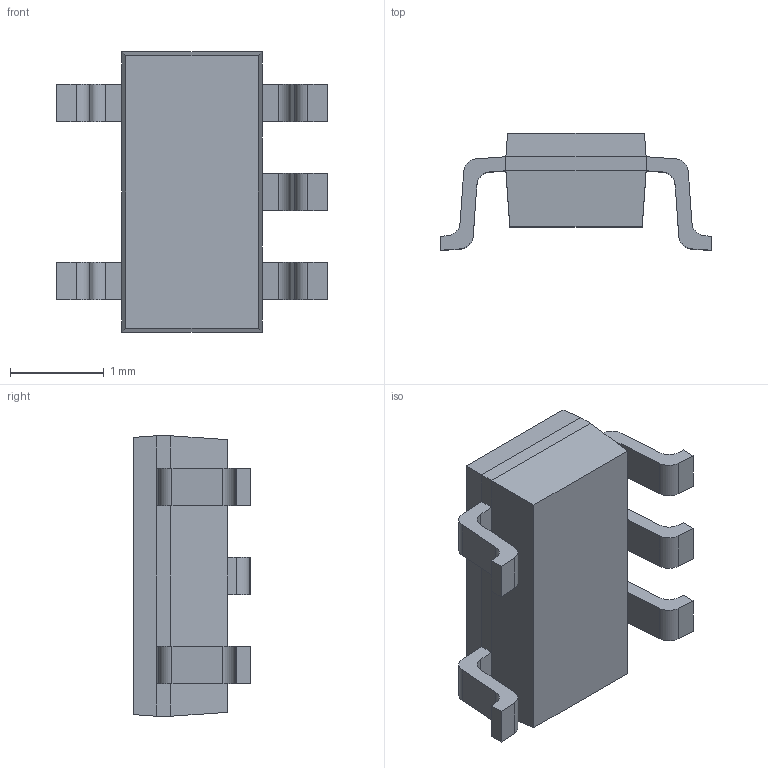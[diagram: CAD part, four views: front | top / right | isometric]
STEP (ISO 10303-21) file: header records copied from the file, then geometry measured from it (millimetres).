
FILE_DESCRIPTION(/* description */ (''),/* implementation_level */ '2;1');
FILE_NAME(/* name */ 'MCP73831.stp',/* time_stamp */ '2019-10-09T17:31:23+05:00',/* author */ ('Aleksandr'),/* organization */ (''),/* preprocessor_version */ 'ST-DEVELOPER v18',/* originating_system */ 'Autodesk Inventor 2020',/* authorisation */ '');
FILE_SCHEMA (('AUTOMOTIVE_DESIGN { 1 0 10303 214 3 1 1 }'));
Length unit declared in the file: millimetre
Products named in the file (1): MCP73831
Bounding box: 2.9 x 1.25 x 3 mm (x, y, z)
Volume: 4.8 mm3; surface area: 25 mm2
Topology: 1 solids, 1 shells, 84 faces, 218 edges, 136 vertices
Faces by surface type: plane 64, cylinder 20
Entity records: 2631 total; most frequent: CARTESIAN_POINT 439, ORIENTED_EDGE 436, DIRECTION 428, EDGE_CURVE 218, LINE 178, VECTOR 178, VERTEX_POINT 136, AXIS2_PLACEMENT_3D 125
